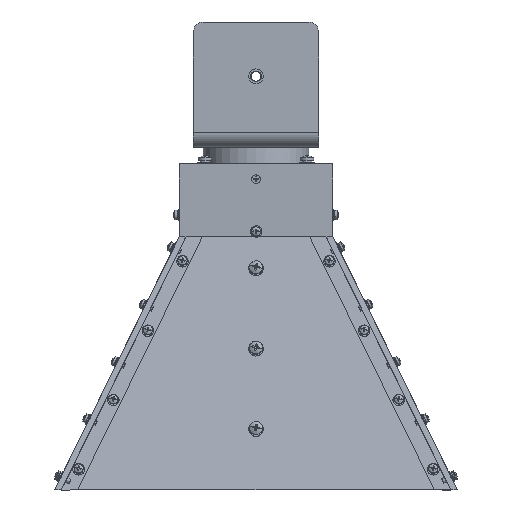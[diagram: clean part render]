
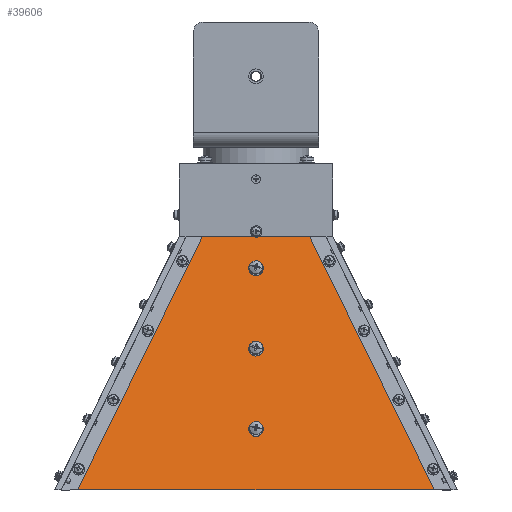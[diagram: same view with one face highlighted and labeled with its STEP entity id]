
A CAD part, front view. The second image highlights one B-rep face of the part: STEP entity #39606.
In plain terms, the highlighted planar face has unit normal (0, -0.976, 0.219).
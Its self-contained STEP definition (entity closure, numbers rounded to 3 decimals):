
#105 = VERTEX_POINT ( 'NONE', #31346 ) ;
#3938 = CARTESIAN_POINT ( 'NONE',  ( 0., -2.039, -4.087 ) ) ;
#3960 = AXIS2_PLACEMENT_3D ( 'NONE', #68796, #5187, #30767 ) ;
#4738 = FACE_BOUND ( 'NONE', #76599, .T. ) ;
#5187 = DIRECTION ( 'NONE',  ( 0., 0.976, -0.219 ) ) ;
#5347 = LINE ( 'NONE', #81500, #70685 ) ;
#6524 = CARTESIAN_POINT ( 'NONE',  ( 0., -2.058, -4.169 ) ) ;
#6849 = CARTESIAN_POINT ( 'NONE',  ( 0., -2.47, -6.008 ) ) ;
#8086 = EDGE_CURVE ( 'NONE', #105, #67029, #47723, .T. ) ;
#8198 = DIRECTION ( 'NONE',  ( 0., 0.976, -0.219 ) ) ;
#9861 = DIRECTION ( 'NONE',  ( -1., 0., 0. ) ) ;
#10086 = VERTEX_POINT ( 'NONE', #76042 ) ;
#10784 = ORIENTED_EDGE ( 'NONE', *, *, #29073, .T. ) ;
#11778 = VERTEX_POINT ( 'NONE', #6524 ) ;
#11805 = CARTESIAN_POINT ( 'NONE',  ( -4.262, -2.795, -7.461 ) ) ;
#12151 = EDGE_CURVE ( 'NONE', #67029, #105, #38482, .T. ) ;
#14122 = VERTEX_POINT ( 'NONE', #39340 ) ;
#15376 = CARTESIAN_POINT ( 'NONE',  ( 4.262, -2.795, -7.461 ) ) ;
#18391 = DIRECTION ( 'NONE',  ( 0., -0.219, -0.976 ) ) ;
#19986 = VERTEX_POINT ( 'NONE', #60881 ) ;
#20385 = CIRCLE ( 'NONE', #52380, 0.085 ) ;
#24474 = FACE_BOUND ( 'NONE', #74422, .T. ) ;
#24843 = VERTEX_POINT ( 'NONE', #67039 ) ;
#26071 = ORIENTED_EDGE ( 'NONE', *, *, #35098, .T. ) ;
#26234 = CARTESIAN_POINT ( 'NONE',  ( 0., -1.609, -2.166 ) ) ;
#27484 = AXIS2_PLACEMENT_3D ( 'NONE', #26234, #8198, #63851 ) ;
#27888 = LINE ( 'NONE', #47963, #51825 ) ;
#29073 = EDGE_CURVE ( 'NONE', #19986, #30709, #52624, .T. ) ;
#29666 = EDGE_CURVE ( 'NONE', #14122, #11778, #34753, .T. ) ;
#30108 = EDGE_LOOP ( 'NONE', ( #45244, #26071 ) ) ;
#30254 = DIRECTION ( 'NONE',  ( 0., -0.219, -0.976 ) ) ;
#30324 = FACE_BOUND ( 'NONE', #30108, .T. ) ;
#30635 = VECTOR ( 'NONE', #55813, 39.37 ) ;
#30709 = VERTEX_POINT ( 'NONE', #52977 ) ;
#30767 = DIRECTION ( 'NONE',  ( 0., -0.219, -0.976 ) ) ;
#30929 = DIRECTION ( 'NONE',  ( -1., 0., 0. ) ) ;
#31346 = CARTESIAN_POINT ( 'NONE',  ( 0., -2.451, -5.925 ) ) ;
#34753 = CIRCLE ( 'NONE', #3960, 0.085 ) ;
#35098 = EDGE_CURVE ( 'NONE', #10086, #24843, #36901, .T. ) ;
#36901 = CIRCLE ( 'NONE', #27484, 0.085 ) ;
#37462 = CARTESIAN_POINT ( 'NONE',  ( 0., -1.368, -1.091 ) ) ;
#38482 = CIRCLE ( 'NONE', #81121, 0.085 ) ;
#38978 = AXIS2_PLACEMENT_3D ( 'NONE', #43129, #75672, #18391 ) ;
#39129 = DIRECTION ( 'NONE',  ( 0., 0.976, -0.219 ) ) ;
#39340 = CARTESIAN_POINT ( 'NONE',  ( 0., -2.021, -4.004 ) ) ;
#39397 = LINE ( 'NONE', #63312, #30635 ) ;
#39606 = ADVANCED_FACE ( 'NONE', ( #4738, #30324, #43329, #24474 ), #49555, .T. ) ;
#40818 = ORIENTED_EDGE ( 'NONE', *, *, #12151, .T. ) ;
#43129 = CARTESIAN_POINT ( 'NONE',  ( 0., -1.609, -2.166 ) ) ;
#43329 = FACE_OUTER_BOUND ( 'NONE', #63685, .T. ) ;
#43876 = EDGE_CURVE ( 'NONE', #24843, #10086, #75002, .T. ) ;
#43948 = AXIS2_PLACEMENT_3D ( 'NONE', #37462, #62905, #75882 ) ;
#45244 = ORIENTED_EDGE ( 'NONE', *, *, #43876, .T. ) ;
#46433 = ORIENTED_EDGE ( 'NONE', *, *, #66516, .F. ) ;
#47723 = CIRCLE ( 'NONE', #60992, 0.085 ) ;
#47738 = CARTESIAN_POINT ( 'NONE',  ( -1.28, -1.437, -1.398 ) ) ;
#47963 = CARTESIAN_POINT ( 'NONE',  ( 0., -1.437, -1.398 ) ) ;
#48748 = ORIENTED_EDGE ( 'NONE', *, *, #29666, .T. ) ;
#49555 = PLANE ( 'NONE',  #43948 ) ;
#51825 = VECTOR ( 'NONE', #9861, 39.37 ) ;
#52033 = VECTOR ( 'NONE', #65994, 39.37 ) ;
#52177 = EDGE_CURVE ( 'NONE', #19986, #59650, #5347, .T. ) ;
#52235 = CARTESIAN_POINT ( 'NONE',  ( 0., -2.488, -6.09 ) ) ;
#52380 = AXIS2_PLACEMENT_3D ( 'NONE', #3938, #59295, #78971 ) ;
#52624 = LINE ( 'NONE', #15376, #52033 ) ;
#52810 = ORIENTED_EDGE ( 'NONE', *, *, #52177, .F. ) ;
#52977 = CARTESIAN_POINT ( 'NONE',  ( 1.28, -1.437, -1.398 ) ) ;
#55813 = DIRECTION ( 'NONE',  ( 0.433, 0.197, 0.88 ) ) ;
#59295 = DIRECTION ( 'NONE',  ( 0., 0.976, -0.219 ) ) ;
#59650 = VERTEX_POINT ( 'NONE', #11805 ) ;
#59949 = VERTEX_POINT ( 'NONE', #47738 ) ;
#60881 = CARTESIAN_POINT ( 'NONE',  ( 4.262, -2.795, -7.461 ) ) ;
#60992 = AXIS2_PLACEMENT_3D ( 'NONE', #81666, #80830, #30254 ) ;
#61496 = ORIENTED_EDGE ( 'NONE', *, *, #8086, .T. ) ;
#62905 = DIRECTION ( 'NONE',  ( 0., -0.976, 0.219 ) ) ;
#63312 = CARTESIAN_POINT ( 'NONE',  ( -4.262, -2.795, -7.461 ) ) ;
#63685 = EDGE_LOOP ( 'NONE', ( #10784, #66108, #46433, #52810 ) ) ;
#63851 = DIRECTION ( 'NONE',  ( 0., -0.219, -0.976 ) ) ;
#65994 = DIRECTION ( 'NONE',  ( -0.433, 0.197, 0.88 ) ) ;
#66108 = ORIENTED_EDGE ( 'NONE', *, *, #79852, .T. ) ;
#66516 = EDGE_CURVE ( 'NONE', #59650, #59949, #39397, .T. ) ;
#67029 = VERTEX_POINT ( 'NONE', #52235 ) ;
#67039 = CARTESIAN_POINT ( 'NONE',  ( 0., -1.628, -2.249 ) ) ;
#68796 = CARTESIAN_POINT ( 'NONE',  ( 0., -2.039, -4.087 ) ) ;
#70685 = VECTOR ( 'NONE', #30929, 39.37 ) ;
#72561 = EDGE_CURVE ( 'NONE', #11778, #14122, #20385, .T. ) ;
#74422 = EDGE_LOOP ( 'NONE', ( #40818, #61496 ) ) ;
#75002 = CIRCLE ( 'NONE', #38978, 0.085 ) ;
#75672 = DIRECTION ( 'NONE',  ( 0., 0.976, -0.219 ) ) ;
#75882 = DIRECTION ( 'NONE',  ( 0., 0.219, 0.976 ) ) ;
#75907 = DIRECTION ( 'NONE',  ( 0., -0.219, -0.976 ) ) ;
#76042 = CARTESIAN_POINT ( 'NONE',  ( 0., -1.591, -2.083 ) ) ;
#76599 = EDGE_LOOP ( 'NONE', ( #78972, #48748 ) ) ;
#78971 = DIRECTION ( 'NONE',  ( 0., -0.219, -0.976 ) ) ;
#78972 = ORIENTED_EDGE ( 'NONE', *, *, #72561, .T. ) ;
#79852 = EDGE_CURVE ( 'NONE', #30709, #59949, #27888, .T. ) ;
#80830 = DIRECTION ( 'NONE',  ( 0., 0.976, -0.219 ) ) ;
#81121 = AXIS2_PLACEMENT_3D ( 'NONE', #6849, #39129, #75907 ) ;
#81500 = CARTESIAN_POINT ( 'NONE',  ( 0., -2.795, -7.461 ) ) ;
#81666 = CARTESIAN_POINT ( 'NONE',  ( 0., -2.47, -6.008 ) ) ;
